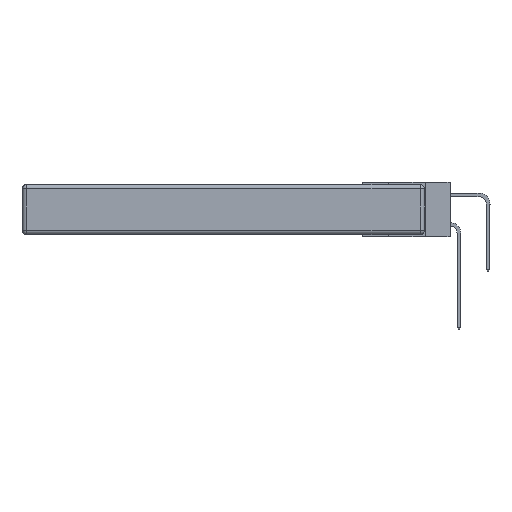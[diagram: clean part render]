
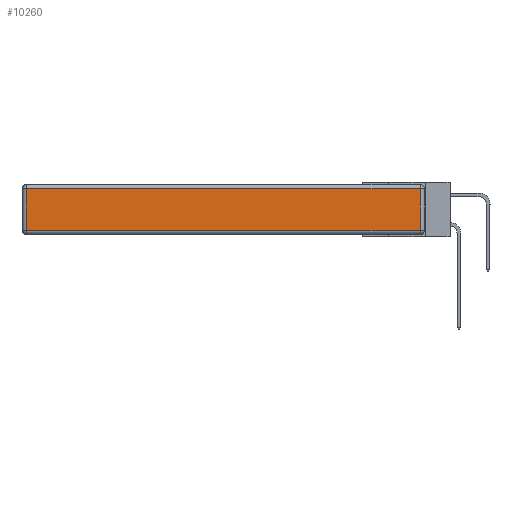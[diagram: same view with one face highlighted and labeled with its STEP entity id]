
A CAD part, left-side view. The second image highlights one B-rep face of the part: STEP entity #10260.
In plain terms, the highlighted planar face has unit normal (-1, 0, 0).
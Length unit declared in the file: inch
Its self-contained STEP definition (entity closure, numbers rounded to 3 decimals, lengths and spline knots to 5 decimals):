
#1017 = DIRECTION ( 'NONE',  ( 0., 1., 0. ) ) ;
#2277 = EDGE_CURVE ( 'NONE', #25699, #18696, #4944, .T. ) ;
#2914 = ORIENTED_EDGE ( 'NONE', *, *, #2277, .T. ) ;
#3306 = CARTESIAN_POINT ( 'NONE',  ( 0., 2.72, -0.03 ) ) ;
#3393 = ORIENTED_EDGE ( 'NONE', *, *, #23238, .T. ) ;
#3417 = CARTESIAN_POINT ( 'NONE',  ( 0., 2.75, -0.03 ) ) ;
#3533 = DIRECTION ( 'NONE',  ( -1., 0., 0. ) ) ;
#3642 = EDGE_LOOP ( 'NONE', ( #19975, #3393, #12952, #2914 ) ) ;
#4684 = LINE ( 'NONE', #3417, #23798 ) ;
#4944 = LINE ( 'NONE', #23920, #21636 ) ;
#5703 = DIRECTION ( 'NONE',  ( 0., 0., 1. ) ) ;
#6570 = CARTESIAN_POINT ( 'NONE',  ( 0., 0.03, -0.03 ) ) ;
#6886 = DIRECTION ( 'NONE',  ( 0., 0., 1. ) ) ;
#7687 = VECTOR ( 'NONE', #6886, 39.37008 ) ;
#9710 = VECTOR ( 'NONE', #14491, 39.37008 ) ;
#10260 = ADVANCED_FACE ( 'NONE', ( #17205 ), #14224, .T. ) ;
#11358 = VERTEX_POINT ( 'NONE', #20866 ) ;
#12952 = ORIENTED_EDGE ( 'NONE', *, *, #13248, .T. ) ;
#13064 = DIRECTION ( 'NONE',  ( 0., 0., -1. ) ) ;
#13248 = EDGE_CURVE ( 'NONE', #25497, #25699, #4684, .T. ) ;
#14165 = AXIS2_PLACEMENT_3D ( 'NONE', #27159, #3533, #5703 ) ;
#14224 = PLANE ( 'NONE',  #14165 ) ;
#14491 = DIRECTION ( 'NONE',  ( 0., -1., 0. ) ) ;
#16960 = CARTESIAN_POINT ( 'NONE',  ( 0., 0., -0.313 ) ) ;
#17205 = FACE_OUTER_BOUND ( 'NONE', #3642, .T. ) ;
#18696 = VERTEX_POINT ( 'NONE', #25065 ) ;
#18797 = EDGE_CURVE ( 'NONE', #18696, #11358, #26427, .T. ) ;
#19302 = LINE ( 'NONE', #21662, #7687 ) ;
#19975 = ORIENTED_EDGE ( 'NONE', *, *, #18797, .T. ) ;
#20866 = CARTESIAN_POINT ( 'NONE',  ( 0., 0.03, -0.313 ) ) ;
#21636 = VECTOR ( 'NONE', #13064, 39.37008 ) ;
#21662 = CARTESIAN_POINT ( 'NONE',  ( 0., 0.03, -0.343 ) ) ;
#23238 = EDGE_CURVE ( 'NONE', #11358, #25497, #19302, .T. ) ;
#23798 = VECTOR ( 'NONE', #1017, 39.37008 ) ;
#23920 = CARTESIAN_POINT ( 'NONE',  ( 0., 2.72, -0.343 ) ) ;
#25065 = CARTESIAN_POINT ( 'NONE',  ( 0., 2.72, -0.313 ) ) ;
#25497 = VERTEX_POINT ( 'NONE', #6570 ) ;
#25699 = VERTEX_POINT ( 'NONE', #3306 ) ;
#26427 = LINE ( 'NONE', #16960, #9710 ) ;
#27159 = CARTESIAN_POINT ( 'NONE',  ( 0., 0., -0.343 ) ) ;
